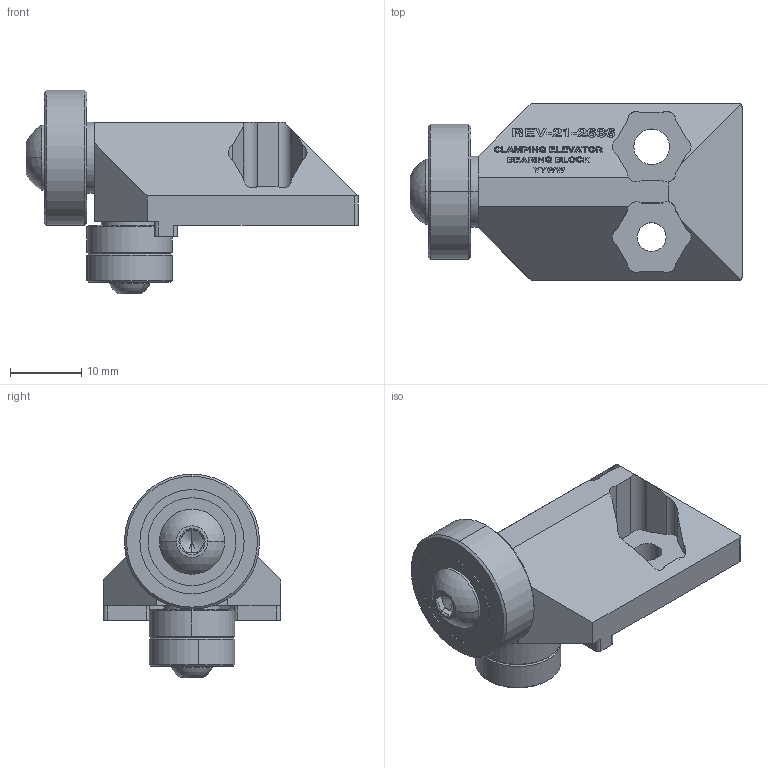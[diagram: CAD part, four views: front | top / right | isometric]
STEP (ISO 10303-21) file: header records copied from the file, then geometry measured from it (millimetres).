
FILE_DESCRIPTION (( 'STEP AP203' ), '1' );
FILE_NAME ('REV-21-2636.STEP', '2024-12-05T23:26:02', ( '' ), ( '' ), 'SwSTEP 2.0', 'SolidWorks 2022', '' );
FILE_SCHEMA (( 'CONFIG_CONTROL_DESIGN' ));
Length unit declared in the file: inch
Products named in the file (7): 604ZZ_604ZZ; 698ZZ; REV-21-2636; #10 Button Head Cap Screws_0.375 Long; 3 x 0.5 x 10mm SBHCS.step; REV-21-2636-P01; 126ZZ
Assembly tree (6 placements, depth 2):
  REV-21-2636
    REV-21-2636-P01
    126ZZ
    698ZZ
    #10 Button Head Cap Screws_0.375 Long
    604ZZ_604ZZ
    3 x 0.5 x 10mm SBHCS.step
Bounding box: 46.67 x 24.89 x 28.65 mm (x, y, z)
Volume: 9958.4 mm3; surface area: 8200.3 mm2
Topology: 51 solids, 51 shells, 975 faces, 2562 edges, 1655 vertices
Faces by surface type: plane 487, bspline 265, cylinder 111, sphere 52, cone 48, torus 12
Entity records: 38727 total; most frequent: CARTESIAN_POINT 16412, ORIENTED_EDGE 4776, DIRECTION 3694, EDGE_CURVE 2388, VERTEX_POINT 1583, LINE 1516, VECTOR 1516, AXIS2_PLACEMENT_3D 1089
